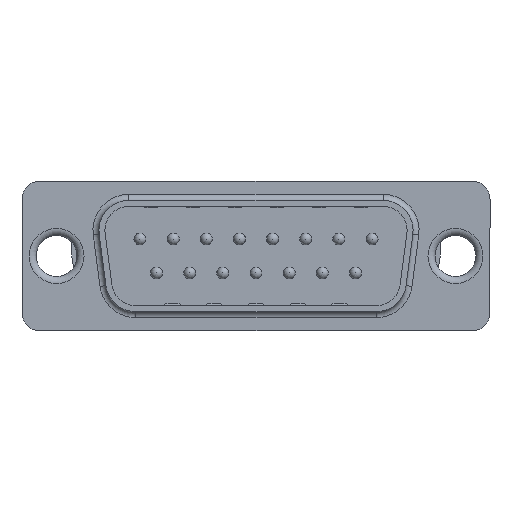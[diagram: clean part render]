
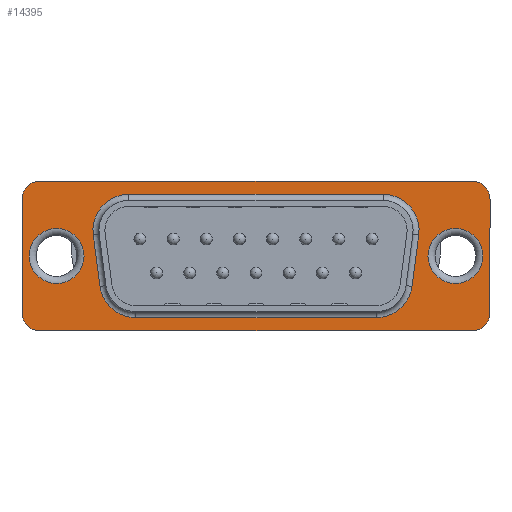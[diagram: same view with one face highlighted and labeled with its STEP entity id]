
A CAD part, front view. The second image highlights one B-rep face of the part: STEP entity #14395.
In plain terms, the highlighted face is planar.
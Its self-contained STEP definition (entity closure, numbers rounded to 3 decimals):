
#300=CIRCLE('',#15461,2.292);
#301=CIRCLE('',#15462,2.292);
#302=CIRCLE('',#15463,3.);
#303=CIRCLE('',#15464,3.);
#304=CIRCLE('',#15465,3.);
#305=CIRCLE('',#15466,3.);
#306=CIRCLE('',#15467,1.5);
#307=CIRCLE('',#15468,1.5);
#308=CIRCLE('',#15469,1.5);
#309=CIRCLE('',#15470,1.5);
#2396=ORIENTED_EDGE('',*,*,#5818,.T.);
#2397=ORIENTED_EDGE('',*,*,#5819,.T.);
#2398=ORIENTED_EDGE('',*,*,#5820,.T.);
#2399=ORIENTED_EDGE('',*,*,#5821,.T.);
#2400=ORIENTED_EDGE('',*,*,#5822,.T.);
#2401=ORIENTED_EDGE('',*,*,#5823,.T.);
#2402=ORIENTED_EDGE('',*,*,#5824,.T.);
#2403=ORIENTED_EDGE('',*,*,#5825,.T.);
#2404=ORIENTED_EDGE('',*,*,#5826,.T.);
#2405=ORIENTED_EDGE('',*,*,#5827,.T.);
#2406=ORIENTED_EDGE('',*,*,#5790,.T.);
#2407=ORIENTED_EDGE('',*,*,#5828,.T.);
#2408=ORIENTED_EDGE('',*,*,#5792,.T.);
#2409=ORIENTED_EDGE('',*,*,#5829,.T.);
#2410=ORIENTED_EDGE('',*,*,#5798,.T.);
#2411=ORIENTED_EDGE('',*,*,#5830,.T.);
#2412=ORIENTED_EDGE('',*,*,#5802,.T.);
#2413=ORIENTED_EDGE('',*,*,#5831,.T.);
#5790=EDGE_CURVE('',#7643,#7642,#9231,.T.);
#5792=EDGE_CURVE('',#7644,#7645,#9233,.T.);
#5798=EDGE_CURVE('',#7651,#7650,#9239,.T.);
#5802=EDGE_CURVE('',#7655,#7654,#9243,.T.);
#5818=EDGE_CURVE('',#7666,#7666,#300,.F.);
#5819=EDGE_CURVE('',#7667,#7667,#301,.F.);
#5820=EDGE_CURVE('',#7668,#7669,#9249,.F.);
#5821=EDGE_CURVE('',#7669,#7670,#302,.F.);
#5822=EDGE_CURVE('',#7670,#7671,#9250,.F.);
#5823=EDGE_CURVE('',#7671,#7672,#303,.F.);
#5824=EDGE_CURVE('',#7672,#7673,#9251,.F.);
#5825=EDGE_CURVE('',#7673,#7674,#304,.F.);
#5826=EDGE_CURVE('',#7674,#7675,#9252,.F.);
#5827=EDGE_CURVE('',#7675,#7668,#305,.F.);
#5828=EDGE_CURVE('',#7642,#7644,#306,.T.);
#5829=EDGE_CURVE('',#7645,#7651,#307,.T.);
#5830=EDGE_CURVE('',#7650,#7655,#308,.T.);
#5831=EDGE_CURVE('',#7654,#7643,#309,.T.);
#7642=VERTEX_POINT('',#21988);
#7643=VERTEX_POINT('',#21990);
#7644=VERTEX_POINT('',#21994);
#7645=VERTEX_POINT('',#21995);
#7650=VERTEX_POINT('',#22006);
#7651=VERTEX_POINT('',#22008);
#7654=VERTEX_POINT('',#22015);
#7655=VERTEX_POINT('',#22017);
#7666=VERTEX_POINT('',#22046);
#7667=VERTEX_POINT('',#22048);
#7668=VERTEX_POINT('',#22050);
#7669=VERTEX_POINT('',#22051);
#7670=VERTEX_POINT('',#22053);
#7671=VERTEX_POINT('',#22055);
#7672=VERTEX_POINT('',#22057);
#7673=VERTEX_POINT('',#22059);
#7674=VERTEX_POINT('',#22061);
#7675=VERTEX_POINT('',#22063);
#9231=LINE('',#21989,#10933);
#9233=LINE('',#21993,#10935);
#9239=LINE('',#22007,#10941);
#9243=LINE('',#22016,#10945);
#9249=LINE('',#22049,#10951);
#9250=LINE('',#22054,#10952);
#9251=LINE('',#22058,#10953);
#9252=LINE('',#22062,#10954);
#10933=VECTOR('',#17746,1000.);
#10935=VECTOR('',#17750,1000.);
#10941=VECTOR('',#17758,1000.);
#10945=VECTOR('',#17764,1000.);
#10951=VECTOR('',#17798,1000.);
#10952=VECTOR('',#17801,1000.);
#10953=VECTOR('',#17804,1000.);
#10954=VECTOR('',#17807,1000.);
#12241=EDGE_LOOP('',(#2396));
#12242=EDGE_LOOP('',(#2397));
#12243=EDGE_LOOP('',(#2398,#2399,#2400,#2401,#2402,#2403,#2404,#2405));
#12244=EDGE_LOOP('',(#2406,#2407,#2408,#2409,#2410,#2411,#2412,#2413));
#13107=FACE_BOUND('',#12241,.T.);
#13108=FACE_BOUND('',#12242,.T.);
#13109=FACE_BOUND('',#12243,.T.);
#13110=FACE_BOUND('',#12244,.T.);
#13854=PLANE('',#15460);
#14395=ADVANCED_FACE('',(#13107,#13108,#13109,#13110),#13854,.T.);
#15460=AXIS2_PLACEMENT_3D('',#22044,#17792,#17793);
#15461=AXIS2_PLACEMENT_3D('',#22045,#17794,#17795);
#15462=AXIS2_PLACEMENT_3D('',#22047,#17796,#17797);
#15463=AXIS2_PLACEMENT_3D('',#22052,#17799,#17800);
#15464=AXIS2_PLACEMENT_3D('',#22056,#17802,#17803);
#15465=AXIS2_PLACEMENT_3D('',#22060,#17805,#17806);
#15466=AXIS2_PLACEMENT_3D('',#22064,#17808,#17809);
#15467=AXIS2_PLACEMENT_3D('',#22065,#17810,#17811);
#15468=AXIS2_PLACEMENT_3D('',#22066,#17812,#17813);
#15469=AXIS2_PLACEMENT_3D('',#22067,#17814,#17815);
#15470=AXIS2_PLACEMENT_3D('',#22068,#17816,#17817);
#17746=DIRECTION('',(0.,0.,1.));
#17750=DIRECTION('',(1.,0.,0.));
#17758=DIRECTION('',(0.,0.,-1.));
#17764=DIRECTION('',(-1.,0.,0.));
#17792=DIRECTION('',(0.,1.,0.));
#17793=DIRECTION('',(0.,0.,1.));
#17794=DIRECTION('',(0.,1.,0.));
#17795=DIRECTION('',(0.,0.,1.));
#17796=DIRECTION('',(0.,1.,0.));
#17797=DIRECTION('',(0.,0.,1.));
#17798=DIRECTION('',(-0.131,0.,0.991));
#17799=DIRECTION('',(0.,1.,0.));
#17800=DIRECTION('',(0.,0.,1.));
#17801=DIRECTION('',(-1.,0.,0.));
#17802=DIRECTION('',(0.,1.,0.));
#17803=DIRECTION('',(0.,0.,1.));
#17804=DIRECTION('',(-0.131,0.,-0.991));
#17805=DIRECTION('',(0.,1.,0.));
#17806=DIRECTION('',(0.,0.,1.));
#17807=DIRECTION('',(1.,0.,0.));
#17808=DIRECTION('',(0.,1.,0.));
#17809=DIRECTION('',(0.,0.,1.));
#17810=DIRECTION('',(0.,1.,0.));
#17811=DIRECTION('',(0.,0.,1.));
#17812=DIRECTION('',(0.,1.,0.));
#17813=DIRECTION('',(0.,0.,1.));
#17814=DIRECTION('',(0.,1.,0.));
#17815=DIRECTION('',(0.,0.,1.));
#17816=DIRECTION('',(0.,1.,0.));
#17817=DIRECTION('',(0.,0.,1.));
#21988=CARTESIAN_POINT('',(-19.55,0.,4.75));
#21989=CARTESIAN_POINT('',(-19.55,0.,-6.25));
#21990=CARTESIAN_POINT('',(-19.55,0.,-4.75));
#21993=CARTESIAN_POINT('',(-19.55,0.,6.25));
#21994=CARTESIAN_POINT('',(-18.05,0.,6.25));
#21995=CARTESIAN_POINT('',(18.05,0.,6.25));
#22006=CARTESIAN_POINT('',(19.55,0.,-4.75));
#22007=CARTESIAN_POINT('',(19.55,0.,6.25));
#22008=CARTESIAN_POINT('',(19.55,0.,4.75));
#22015=CARTESIAN_POINT('',(-18.05,0.,-6.25));
#22016=CARTESIAN_POINT('',(19.55,0.,-6.25));
#22017=CARTESIAN_POINT('',(18.05,0.,-6.25));
#22044=CARTESIAN_POINT('',(0.,0.,0.));
#22045=CARTESIAN_POINT('',(-16.66,0.,0.));
#22046=CARTESIAN_POINT('',(-16.66,0.,2.292));
#22047=CARTESIAN_POINT('',(16.66,0.,0.));
#22048=CARTESIAN_POINT('',(16.66,0.,2.292));
#22049=CARTESIAN_POINT('',(-13.033,0.,-2.542));
#22050=CARTESIAN_POINT('',(-13.599,0.,1.758));
#22051=CARTESIAN_POINT('',(-13.033,0.,-2.542));
#22052=CARTESIAN_POINT('',(-10.059,0.,-2.15));
#22053=CARTESIAN_POINT('',(-10.059,0.,-5.15));
#22054=CARTESIAN_POINT('',(10.059,0.,-5.15));
#22055=CARTESIAN_POINT('',(10.059,0.,-5.15));
#22056=CARTESIAN_POINT('',(10.059,0.,-2.15));
#22057=CARTESIAN_POINT('',(13.033,0.,-2.542));
#22058=CARTESIAN_POINT('',(13.599,0.,1.758));
#22059=CARTESIAN_POINT('',(13.599,0.,1.758));
#22060=CARTESIAN_POINT('',(10.625,0.,2.15));
#22061=CARTESIAN_POINT('',(10.625,0.,5.15));
#22062=CARTESIAN_POINT('',(-10.625,0.,5.15));
#22063=CARTESIAN_POINT('',(-10.625,0.,5.15));
#22064=CARTESIAN_POINT('',(-10.625,0.,2.15));
#22065=CARTESIAN_POINT('',(-18.05,0.,4.75));
#22066=CARTESIAN_POINT('',(18.05,0.,4.75));
#22067=CARTESIAN_POINT('',(18.05,0.,-4.75));
#22068=CARTESIAN_POINT('',(-18.05,0.,-4.75));
